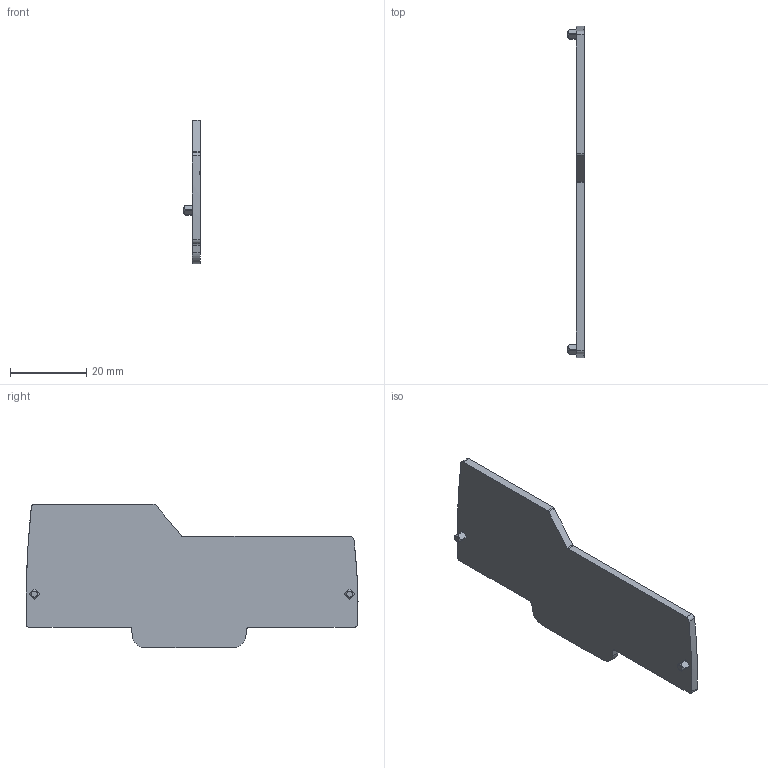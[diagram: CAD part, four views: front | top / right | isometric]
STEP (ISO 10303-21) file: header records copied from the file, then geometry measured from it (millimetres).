
FILE_DESCRIPTION(('CATIA V5R24 STEP','CAx-IF Rec.Pracs.--- Model Styling and Organization---1.2---2011-12-15'),'2;1');
FILE_NAME ('8241844_2', '2017-07-04T07:00:16+00:00', ('Weidmueller Interface'), ('Weidmueller'), 'CATIA Version 5-6 Release 2014 SP4 HF52', 'CATIA V5 STEP AP214', 'none');
FILE_SCHEMA(('AUTOMOTIVE_DESIGN { 1 0 10303 214 1 1 1 1 }'));
Length unit declared in the file: millimetre
Products named in the file (1): 1993590000_AEP_IO22
Bounding box: 4.4 x 87.21 x 37.8 mm (x, y, z)
Volume: 5337.2 mm3; surface area: 5627.8 mm2
Topology: 1 solids, 1 shells, 64 faces, 180 edges, 120 vertices
Faces by surface type: plane 32, cylinder 28, cone 4
Entity records: 2196 total; most frequent: CARTESIAN_POINT 492, ORIENTED_EDGE 360, DIRECTION 284, EDGE_CURVE 180, VERTEX_POINT 120, AXIS2_PLACEMENT_3D 119, VECTOR 104, LINE 104
